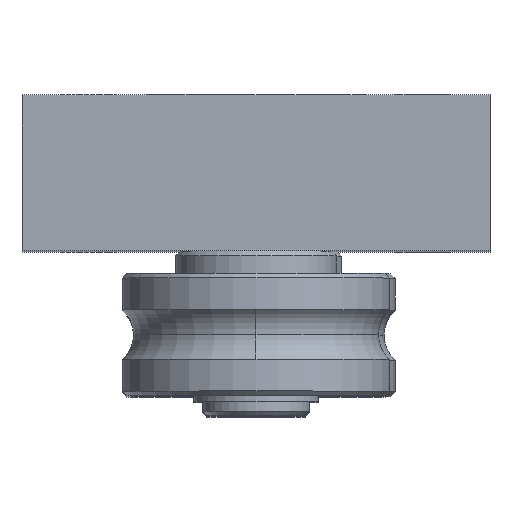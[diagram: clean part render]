
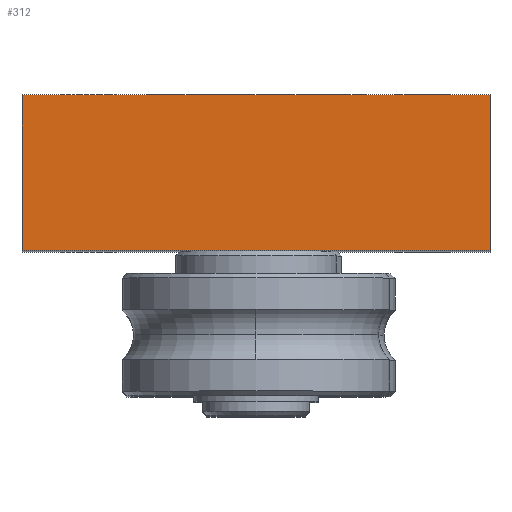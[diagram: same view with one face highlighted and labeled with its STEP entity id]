
A CAD part, top view. The second image highlights one B-rep face of the part: STEP entity #312.
In plain terms, the highlighted planar face has unit normal (0, 0, 1).
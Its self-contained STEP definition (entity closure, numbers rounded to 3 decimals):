
#312=ADVANCED_FACE('',(#821),#822,.T.);
#821=FACE_OUTER_BOUND('',#1345,.T.);
#822=PLANE('',#1346);
#1345=EDGE_LOOP('',(#3091,#3092,#3093,#3094));
#1346=AXIS2_PLACEMENT_3D('',#3095,#3096,#3097);
#3091=ORIENTED_EDGE('',*,*,#3668,.T.);
#3092=ORIENTED_EDGE('',*,*,#3669,.T.);
#3093=ORIENTED_EDGE('',*,*,#3670,.T.);
#3094=ORIENTED_EDGE('',*,*,#3504,.T.);
#3095=CARTESIAN_POINT('',(0.0,-7.0,85.0));
#3096=DIRECTION('',(0.0,0.0,1.0));
#3097=DIRECTION('',(1.0,0.0,0.0));
#3504=EDGE_CURVE('',#4289,#4294,#4296,.T.);
#3668=EDGE_CURVE('',#4294,#4512,#4513,.T.);
#3669=EDGE_CURVE('',#4512,#4514,#4515,.T.);
#3670=EDGE_CURVE('',#4514,#4289,#4516,.T.);
#4289=VERTEX_POINT('',#5485);
#4294=VERTEX_POINT('',#5492);
#4296=LINE('',#5495,#5496);
#4512=VERTEX_POINT('',#5992);
#4513=LINE('',#5993,#5994);
#4514=VERTEX_POINT('',#5995);
#4515=LINE('',#5996,#5997);
#4516=LINE('',#5998,#5999);
#5485=CARTESIAN_POINT('',(-21.0,-14.0,85.0));
#5492=CARTESIAN_POINT('',(21.0,-14.0,85.0));
#5495=CARTESIAN_POINT('',(0.0,-14.0,85.0));
#5496=VECTOR('',#6682,1.0);
#5992=CARTESIAN_POINT('',(21.0,0.0,85.0));
#5993=CARTESIAN_POINT('',(21.0,-7.0,85.0));
#5994=VECTOR('',#6992,1.0);
#5995=CARTESIAN_POINT('',(-21.0,0.0,85.0));
#5996=CARTESIAN_POINT('',(0.0,0.0,85.0));
#5997=VECTOR('',#6993,1.0);
#5998=CARTESIAN_POINT('',(-21.0,-7.0,85.0));
#5999=VECTOR('',#6994,1.0);
#6682=DIRECTION('',(1.0,0.0,0.0));
#6992=DIRECTION('',(0.0,1.0,0.0));
#6993=DIRECTION('',(-1.0,0.0,0.0));
#6994=DIRECTION('',(0.0,-1.0,0.0));
